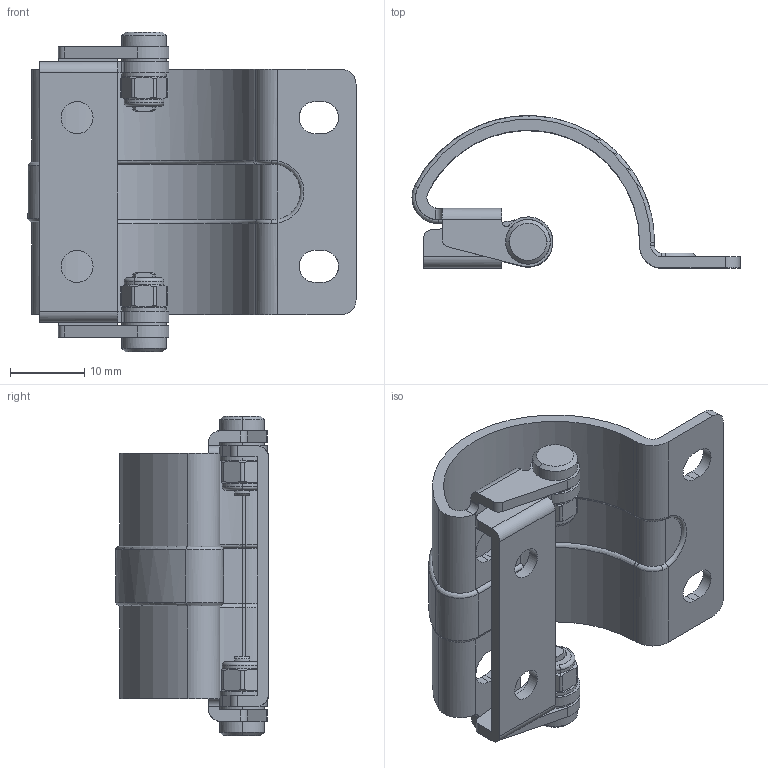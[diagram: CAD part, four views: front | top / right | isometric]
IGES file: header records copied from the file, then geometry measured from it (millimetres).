
Start section: ------------------------------------------------------------------------
Global section: file name: PC005.18464.TH_191E_4_26962.igs; native system: spGate; preprocessor: ver19.8.4 (****-****-****-****); author: Unknown; organization: Unknown; date: 250424.122713; units: millimetre
Bounding box: 44.09 x 20.48 x 43 mm (x, y, z)
Volume: 4784.4 mm3; surface area: 7043.3 mm2
Topology: 2 solids, 2 shells, 218 faces, 560 edges, 358 vertices
Faces by surface type: bspline 218
